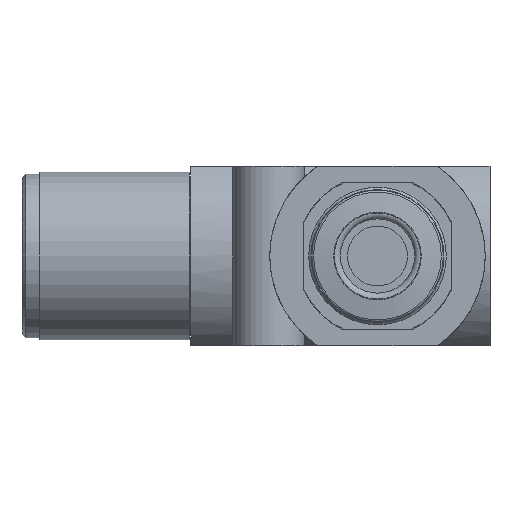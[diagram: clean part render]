
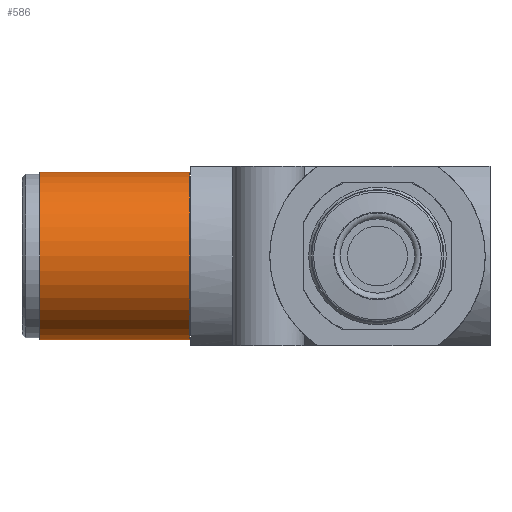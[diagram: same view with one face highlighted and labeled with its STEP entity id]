
A CAD part, left-side view. The second image highlights one B-rep face of the part: STEP entity #586.
In plain terms, the highlighted cylindrical face has radius 7 mm (diameter 14 mm), a full revolution.
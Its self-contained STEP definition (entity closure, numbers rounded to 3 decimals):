
#586 = ADVANCED_FACE( '', ( #1279, #1280 ), #1281, .T. );
#1279 = FACE_OUTER_BOUND( '', #2098, .T. );
#1280 = FACE_OUTER_BOUND( '', #2099, .T. );
#1281 = CYLINDRICAL_SURFACE( '', #2100, 7. );
#2098 = EDGE_LOOP( '', ( #3500 ) );
#2099 = EDGE_LOOP( '', ( #3501 ) );
#2100 = AXIS2_PLACEMENT_3D( '', #3502, #3503, #3504 );
#3500 = ORIENTED_EDGE( '', *, *, #5134, .F. );
#3501 = ORIENTED_EDGE( '', *, *, #5135, .T. );
#3502 = CARTESIAN_POINT( '', ( 0., 0., 0. ) );
#3503 = DIRECTION( '', ( 0., 1., 0. ) );
#3504 = DIRECTION( '', ( 0., 0., -1. ) );
#5134 = EDGE_CURVE( '', #6268, #6268, #6269, .T. );
#5135 = EDGE_CURVE( '', #6270, #6270, #6271, .T. );
#6268 = VERTEX_POINT( '', #7995 );
#6269 = CIRCLE( '', #7996, 7. );
#6270 = VERTEX_POINT( '', #7997 );
#6271 = CIRCLE( '', #7998, 7. );
#7995 = CARTESIAN_POINT( '', ( 0., 7.7, -7. ) );
#7996 = AXIS2_PLACEMENT_3D( '', #9102, #9103, #9104 );
#7997 = CARTESIAN_POINT( '', ( 0., 20.2, -7. ) );
#7998 = AXIS2_PLACEMENT_3D( '', #9105, #9106, #9107 );
#9102 = CARTESIAN_POINT( '', ( 0., 7.7, 0. ) );
#9103 = DIRECTION( '', ( 0., -1., 0. ) );
#9104 = DIRECTION( '', ( 0., 0., -1. ) );
#9105 = CARTESIAN_POINT( '', ( 0., 20.2, 0. ) );
#9106 = DIRECTION( '', ( 0., -1., 0. ) );
#9107 = DIRECTION( '', ( 0., 0., -1. ) );
